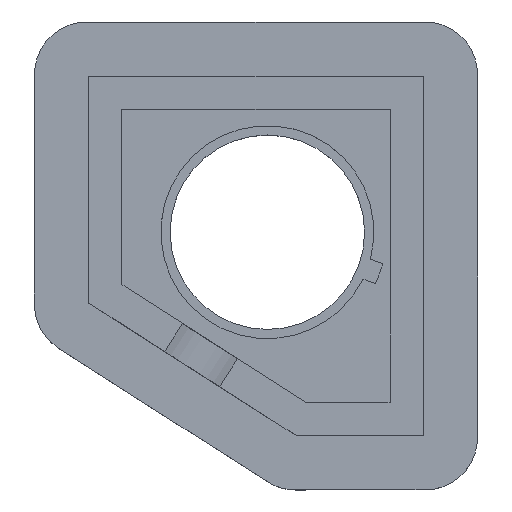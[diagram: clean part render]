
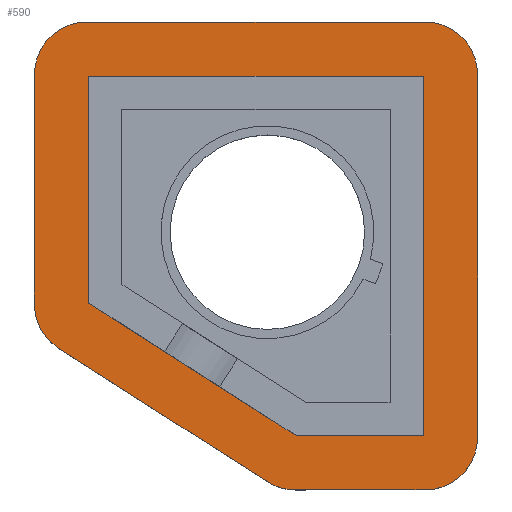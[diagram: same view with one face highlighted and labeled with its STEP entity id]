
A CAD part, top view. The second image highlights one B-rep face of the part: STEP entity #590.
In plain terms, the highlighted planar face has unit normal (0, 0, 1).
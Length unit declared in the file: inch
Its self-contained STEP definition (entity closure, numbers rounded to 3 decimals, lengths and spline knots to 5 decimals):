
#17=FACE_BOUND('',#106,.T.);
#40=PLANE('',#652);
#71=FACE_OUTER_BOUND('',#105,.T.);
#105=EDGE_LOOP('',(#518,#519,#520,#521,#522,#523,#524,#525,#526,#527));
#106=EDGE_LOOP('',(#528,#529,#530,#531,#532));
#117=LINE('',#841,#180);
#130=LINE('',#876,#193);
#134=LINE('',#883,#197);
#136=LINE('',#886,#199);
#138=LINE('',#889,#201);
#157=LINE('',#935,#220);
#161=LINE('',#947,#224);
#165=LINE('',#959,#228);
#169=LINE('',#971,#232);
#173=LINE('',#981,#236);
#180=VECTOR('',#675,0.3937);
#193=VECTOR('',#706,0.3937);
#197=VECTOR('',#712,0.3937);
#199=VECTOR('',#716,0.3937);
#201=VECTOR('',#720,0.3937);
#220=VECTOR('',#761,0.3937);
#224=VECTOR('',#773,0.3937);
#228=VECTOR('',#785,0.3937);
#232=VECTOR('',#797,0.3937);
#236=VECTOR('',#809,0.3937);
#245=CIRCLE('',#634,0.15);
#247=CIRCLE('',#638,0.15);
#249=CIRCLE('',#642,0.15);
#251=CIRCLE('',#646,0.15);
#253=CIRCLE('',#650,0.15);
#261=VERTEX_POINT('',#838);
#262=VERTEX_POINT('',#840);
#274=VERTEX_POINT('',#873);
#275=VERTEX_POINT('',#875);
#277=VERTEX_POINT('',#881);
#290=VERTEX_POINT('',#926);
#291=VERTEX_POINT('',#928);
#293=VERTEX_POINT('',#934);
#295=VERTEX_POINT('',#940);
#297=VERTEX_POINT('',#946);
#299=VERTEX_POINT('',#952);
#301=VERTEX_POINT('',#958);
#303=VERTEX_POINT('',#964);
#305=VERTEX_POINT('',#970);
#307=VERTEX_POINT('',#976);
#317=EDGE_CURVE('',#261,#262,#117,.T.);
#334=EDGE_CURVE('',#274,#275,#130,.T.);
#338=EDGE_CURVE('',#277,#274,#134,.T.);
#340=EDGE_CURVE('',#262,#277,#136,.T.);
#342=EDGE_CURVE('',#275,#261,#138,.T.);
#360=EDGE_CURVE('',#291,#290,#245,.T.);
#363=EDGE_CURVE('',#293,#291,#157,.T.);
#366=EDGE_CURVE('',#295,#293,#247,.T.);
#369=EDGE_CURVE('',#297,#295,#161,.T.);
#372=EDGE_CURVE('',#299,#297,#249,.T.);
#375=EDGE_CURVE('',#301,#299,#165,.T.);
#378=EDGE_CURVE('',#303,#301,#251,.T.);
#381=EDGE_CURVE('',#305,#303,#169,.T.);
#384=EDGE_CURVE('',#307,#305,#253,.T.);
#387=EDGE_CURVE('',#290,#307,#173,.T.);
#518=ORIENTED_EDGE('',*,*,#387,.T.);
#519=ORIENTED_EDGE('',*,*,#384,.T.);
#520=ORIENTED_EDGE('',*,*,#381,.T.);
#521=ORIENTED_EDGE('',*,*,#378,.T.);
#522=ORIENTED_EDGE('',*,*,#375,.T.);
#523=ORIENTED_EDGE('',*,*,#372,.T.);
#524=ORIENTED_EDGE('',*,*,#369,.T.);
#525=ORIENTED_EDGE('',*,*,#366,.T.);
#526=ORIENTED_EDGE('',*,*,#363,.T.);
#527=ORIENTED_EDGE('',*,*,#360,.T.);
#528=ORIENTED_EDGE('',*,*,#342,.F.);
#529=ORIENTED_EDGE('',*,*,#334,.F.);
#530=ORIENTED_EDGE('',*,*,#338,.F.);
#531=ORIENTED_EDGE('',*,*,#340,.F.);
#532=ORIENTED_EDGE('',*,*,#317,.F.);
#590=ADVANCED_FACE('',(#71,#17),#40,.F.);
#634=AXIS2_PLACEMENT_3D('',#929,#755,#756);
#638=AXIS2_PLACEMENT_3D('',#941,#767,#768);
#642=AXIS2_PLACEMENT_3D('',#953,#779,#780);
#646=AXIS2_PLACEMENT_3D('',#965,#791,#792);
#650=AXIS2_PLACEMENT_3D('',#977,#803,#804);
#652=AXIS2_PLACEMENT_3D('',#982,#810,#811);
#675=DIRECTION('',(0.843,-0.539,0.));
#706=DIRECTION('',(-1.,0.,0.));
#712=DIRECTION('',(0.,1.,0.));
#716=DIRECTION('',(1.,0.,0.));
#720=DIRECTION('',(0.,-1.,0.));
#755=DIRECTION('center_axis',(0.,0.,
1.));
#756=DIRECTION('ref_axis',(-0.539,-0.843,0.));
#761=DIRECTION('',(0.,-1.,0.));
#767=DIRECTION('center_axis',(0.,0.,
1.));
#768=DIRECTION('ref_axis',(-1.,0.,0.));
#773=DIRECTION('',(-1.,0.,0.));
#779=DIRECTION('center_axis',(0.,0.,
1.));
#780=DIRECTION('ref_axis',(0.,1.,0.));
#785=DIRECTION('',(0.,1.,0.));
#791=DIRECTION('center_axis',(0.,0.,
1.));
#792=DIRECTION('ref_axis',(1.,0.,0.));
#797=DIRECTION('',(1.,0.,0.));
#803=DIRECTION('center_axis',(0.,0.,
1.));
#804=DIRECTION('ref_axis',(0.,-1.,0.));
#809=DIRECTION('',(0.843,-0.539,0.));
#810=DIRECTION('center_axis',(0.,0.,
-1.));
#811=DIRECTION('ref_axis',(-1.,0.,0.));
#838=CARTESIAN_POINT('',(-0.12942,0.63774,-2.86586));
#840=CARTESIAN_POINT('',(0.46237,0.25941,-2.86586));
#841=CARTESIAN_POINT('',(-0.12942,0.63774,-2.86586));
#873=CARTESIAN_POINT('',(0.82558,1.285,-2.86586));
#875=CARTESIAN_POINT('',(-0.12942,1.285,-2.86586));
#876=CARTESIAN_POINT('',(0.82558,1.285,-2.86586));
#881=CARTESIAN_POINT('',(0.82558,0.25941,-2.86586));
#883=CARTESIAN_POINT('',(0.82558,0.25941,-2.86586));
#886=CARTESIAN_POINT('',(0.46237,0.25941,-2.86586));
#889=CARTESIAN_POINT('',(-0.12942,1.285,-2.86586));
#926=CARTESIAN_POINT('',(-0.21522,0.50862,-2.86586));
#928=CARTESIAN_POINT('',(-0.28442,0.635,-2.86586));
#929=CARTESIAN_POINT('Origin',(-0.13442,0.635,-2.86586));
#934=CARTESIAN_POINT('',(-0.28442,1.29,-2.86586));
#935=CARTESIAN_POINT('',(-0.28442,0.635,-2.86586));
#940=CARTESIAN_POINT('',(-0.13442,1.44,-2.86586));
#941=CARTESIAN_POINT('Origin',(-0.13442,1.29,-2.86586));
#946=CARTESIAN_POINT('',(0.83058,1.44,-2.86586));
#947=CARTESIAN_POINT('',(-0.13442,1.44,-2.86586));
#952=CARTESIAN_POINT('',(0.98058,1.29,-2.86586));
#953=CARTESIAN_POINT('Origin',(0.83058,1.29,-2.86586));
#958=CARTESIAN_POINT('',(0.98058,0.25441,-2.86586));
#959=CARTESIAN_POINT('',(0.98058,1.29,-2.86586));
#964=CARTESIAN_POINT('',(0.83058,0.10441,-2.86586));
#965=CARTESIAN_POINT('Origin',(0.83058,0.25441,-2.86586));
#970=CARTESIAN_POINT('',(0.46091,0.10441,-2.86586));
#971=CARTESIAN_POINT('',(0.83058,0.10441,-2.86586));
#976=CARTESIAN_POINT('',(0.38012,0.12803,-2.86586));
#977=CARTESIAN_POINT('Origin',(0.46091,0.25441,-2.86586));
#981=CARTESIAN_POINT('',(0.38012,0.12803,-2.86586));
#982=CARTESIAN_POINT('Origin',(0.34808,0.77221,-2.86586));
